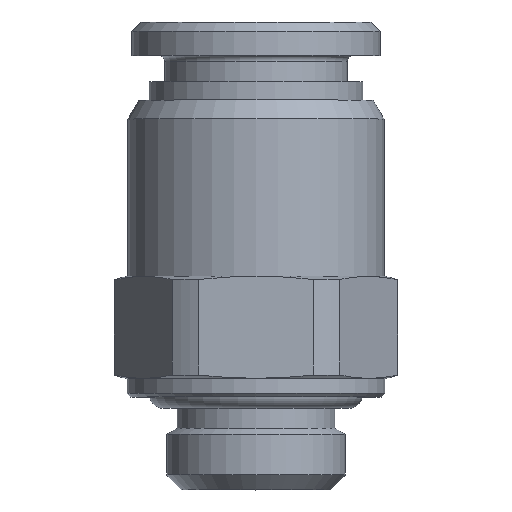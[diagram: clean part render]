
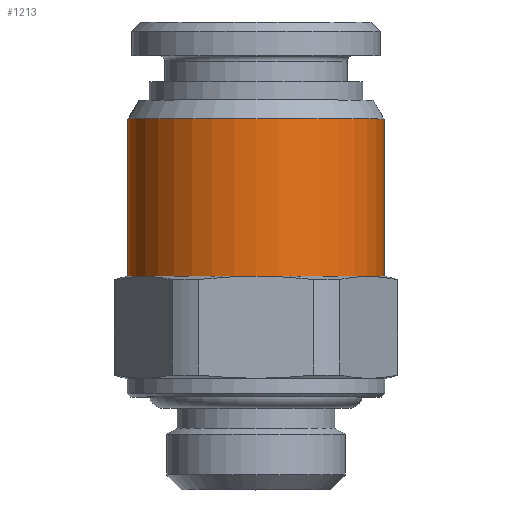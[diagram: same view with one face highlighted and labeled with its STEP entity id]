
A CAD part, top view. The second image highlights one B-rep face of the part: STEP entity #1213.
In plain terms, the highlighted cylindrical face has radius 6.9 mm (diameter 13.8 mm), a partial arc.
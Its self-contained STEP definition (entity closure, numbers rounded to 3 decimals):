
#101=DIRECTION('',(0.,-1.,0.));
#102=VECTOR('',#101,8.48);
#103=CARTESIAN_POINT('',(6.9,14.98,0.));
#104=LINE('',#103,#102);
#105=DIRECTION('',(0.,1.,0.));
#106=VECTOR('',#105,8.48);
#107=CARTESIAN_POINT('',(-6.9,6.5,0.));
#108=LINE('',#107,#106);
#109=CARTESIAN_POINT('',(0.,14.98,0.));
#110=DIRECTION('',(0.,1.,0.));
#111=DIRECTION('',(-1.,0.,0.));
#112=AXIS2_PLACEMENT_3D('',#109,#110,#111);
#119=CARTESIAN_POINT('',(0.,6.5,0.));
#120=DIRECTION('',(0.,-1.,0.));
#121=DIRECTION('',(1.,0.,0.));
#122=AXIS2_PLACEMENT_3D('',#119,#120,#121);
#864=CARTESIAN_POINT('',(-6.9,14.98,0.));
#865=CARTESIAN_POINT('',(6.9,14.98,0.));
#866=VERTEX_POINT('',#864);
#867=VERTEX_POINT('',#865);
#956=CARTESIAN_POINT('',(6.9,6.5,0.));
#957=CARTESIAN_POINT('',(-6.9,6.5,0.));
#958=VERTEX_POINT('',#956);
#959=VERTEX_POINT('',#957);
#1201=CARTESIAN_POINT('',(0.,16.475,0.));
#1202=DIRECTION('',(0.,-1.,0.));
#1203=DIRECTION('',(-1.,0.,0.));
#1204=AXIS2_PLACEMENT_3D('',#1201,#1202,#1203);
#1205=CYLINDRICAL_SURFACE('',#1204,6.9);
#1206=ORIENTED_EDGE('',*,*,#1195,.T.);
#1208=ORIENTED_EDGE('',*,*,#1207,.T.);
#1209=ORIENTED_EDGE('',*,*,#1191,.T.);
#1210=ORIENTED_EDGE('',*,*,#1168,.T.);
#1211=EDGE_LOOP('',(#1206,#1208,#1209,#1210));
#1212=FACE_OUTER_BOUND('',#1211,.F.);
#1213=ADVANCED_FACE('',(#1212),#1205,.T.);
#113=CIRCLE('',#112,6.9);
#123=CIRCLE('',#122,6.9);
#1168=EDGE_CURVE('',#866,#867,#113,.T.);
#1191=EDGE_CURVE('',#959,#866,#108,.T.);
#1195=EDGE_CURVE('',#867,#958,#104,.T.);
#1207=EDGE_CURVE('',#958,#959,#123,.T.);
